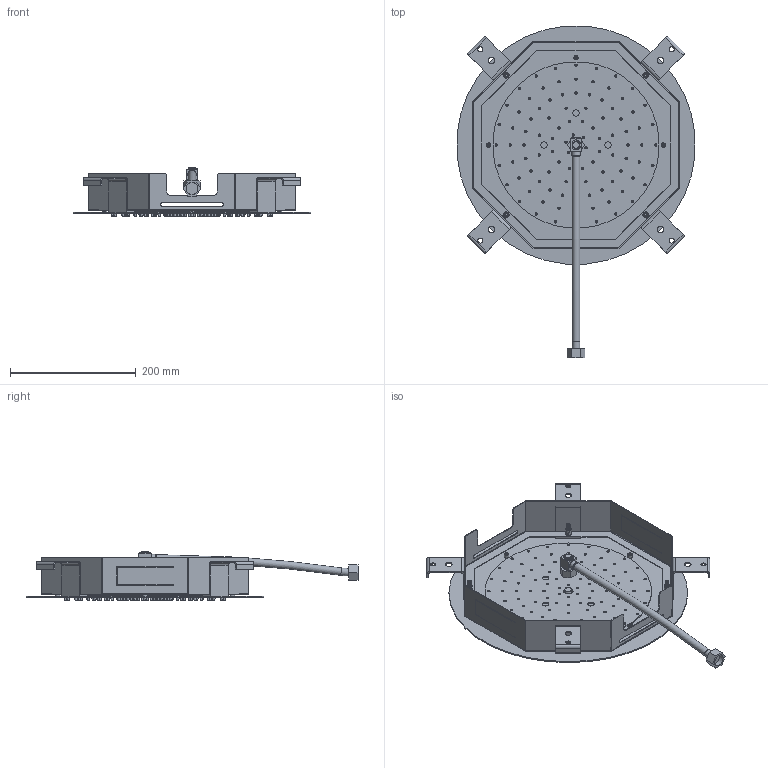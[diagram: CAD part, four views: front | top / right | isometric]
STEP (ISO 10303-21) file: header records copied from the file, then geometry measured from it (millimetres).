
FILE_DESCRIPTION(/* description */ ('Unknown'),/* implementation_level */ '2;1');
FILE_NAME(/* name */ 'M108',/* time_stamp */ '2016-04-27T09:12:01+02:00',/* author */ ('Unknown'),/* organization */ ('Unknown'),/* preprocessor_version */ 'ST-DEVELOPER v16.7',/* originating_system */ 'DEX',/* authorisation */ $);
FILE_SCHEMA (('AUTOMOTIVE_DESIGN {1 0 10303 214 3 1 1}'));
Length unit declared in the file: millimetre
Products named in the file (1): M108
Bounding box: 378.55 x 528.08 x 79 mm (x, y, z)
Volume: 84.2 mm3; surface area: 534996 mm2
Topology: 1 solids, 36 shells, 850 faces, 2636 edges, 1892 vertices
Faces by surface type: cylinder 269, plane 249, torus 179, cone 148, bspline 5
Full cylindrical faces by diameter (mm): 2.389 x85, 3.2 x4, 5 x19, 6 x76, 7 x4, 8 x4, 9 x4, 10.2 x4, 10.5 x4, 12 x6, 13 x1, 15.5 x1, 19 x1, 265 x1, 380 x1
Entity records: 34202 total; most frequent: CARTESIAN_POINT 13285, DIRECTION 4225, ORIENTED_EDGE 3141, EDGE_CURVE 1945, AXIS2_PLACEMENT_3D 1875, FACE_BOUND 1813, EDGE_LOOP 1811, VERTEX_POINT 1750
